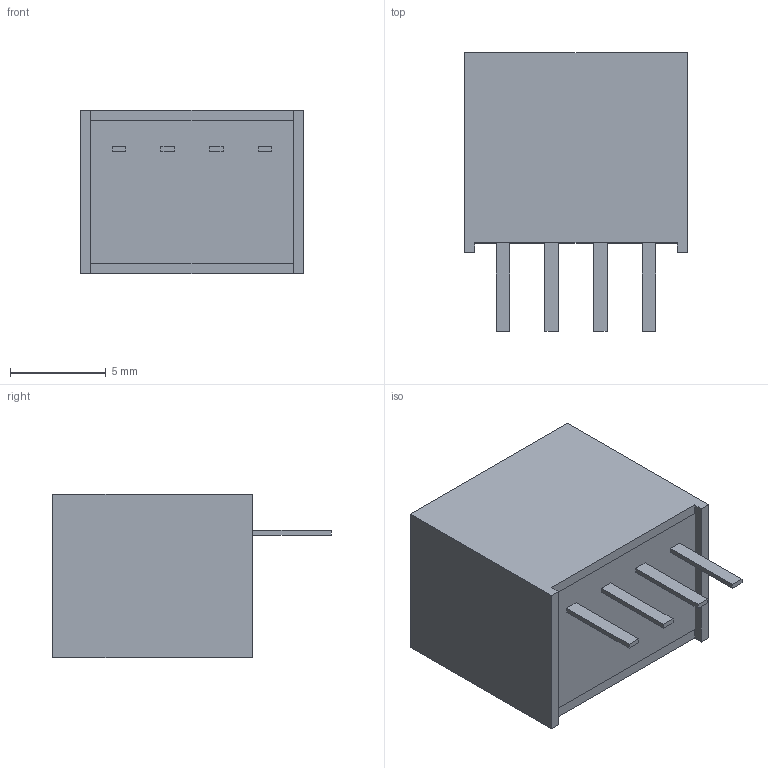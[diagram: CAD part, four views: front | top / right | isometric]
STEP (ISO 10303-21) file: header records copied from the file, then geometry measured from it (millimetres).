
FILE_DESCRIPTION(('FreeCAD Model'),'2;1');
FILE_NAME('R-78S_3D_20190722.step','2019-07-22T15:40:58',('Author'),(''), 'Open CASCADE STEP processor 7.3','FreeCAD','Unknown');
FILE_SCHEMA(('AUTOMOTIVE_DESIGN { 1 0 10303 214 1 1 1 1 }'));
Length unit declared in the file: millimetre
Products named in the file (6): R-78S_pin3(+Vout); R-78S_case; R-78S_potting; R-78S_pin2(GND); R-78S_pin1(+Vin); R-78S_pin4(CTRL)
Bounding box: 11.6 x 14.5 x 8.5 mm (x, y, z)
Volume: 982.6 mm3; surface area: 1481.2 mm2
Topology: 6 solids, 6 shells, 142 faces, 357 edges, 238 vertices
Faces by surface type: plane 130, cylinder 12
Entity records: 4298 total; most frequent: CARTESIAN_POINT 738, ORIENTED_EDGE 714, DIRECTION 667, EDGE_CURVE 357, LINE 333, VECTOR 333, VERTEX_POINT 238, AXIS2_PLACEMENT_3D 167
